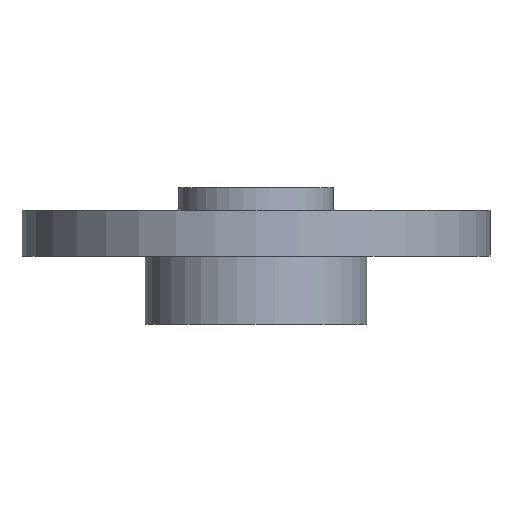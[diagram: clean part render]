
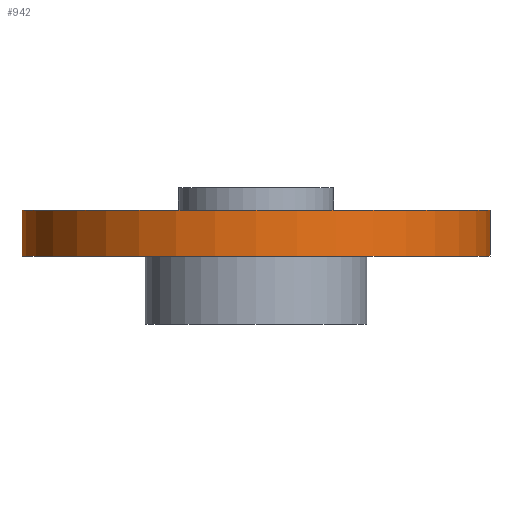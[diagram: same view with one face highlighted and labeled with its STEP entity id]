
A CAD part, front view. The second image highlights one B-rep face of the part: STEP entity #942.
In plain terms, the highlighted cylindrical face has radius 10.25 mm (diameter 20.5 mm), a partial arc.
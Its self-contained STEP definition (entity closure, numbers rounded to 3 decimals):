
#17 = CARTESIAN_POINT ( 'NONE',  ( -10.25, 0., 2. ) ) ;
#76 = CYLINDRICAL_SURFACE ( 'NONE', #1110, 10.25 ) ;
#98 = EDGE_CURVE ( 'NONE', #1212, #625, #1382, .T. ) ;
#142 = AXIS2_PLACEMENT_3D ( 'NONE', #542, #981, #1181 ) ;
#152 = EDGE_LOOP ( 'NONE', ( #989, #160, #1120, #1009 ) ) ;
#160 = ORIENTED_EDGE ( 'NONE', *, *, #448, .F. ) ;
#168 = CARTESIAN_POINT ( 'NONE',  ( -10.25, 0., 2. ) ) ;
#170 = VERTEX_POINT ( 'NONE', #1071 ) ;
#352 = CIRCLE ( 'NONE', #142, 10.25 ) ;
#355 = EDGE_CURVE ( 'NONE', #1190, #170, #1148, .T. ) ;
#431 = CARTESIAN_POINT ( 'NONE',  ( 0., 0., 2. ) ) ;
#448 = EDGE_CURVE ( 'NONE', #1190, #1212, #878, .T. ) ;
#457 = EDGE_CURVE ( 'NONE', #170, #625, #352, .T. ) ;
#542 = CARTESIAN_POINT ( 'NONE',  ( 0., 0., 0. ) ) ;
#602 = DIRECTION ( 'NONE',  ( 0., 0., -1. ) ) ;
#625 = VERTEX_POINT ( 'NONE', #1029 ) ;
#633 = FACE_OUTER_BOUND ( 'NONE', #152, .T. ) ;
#657 = DIRECTION ( 'NONE',  ( 1., 0., 0. ) ) ;
#758 = DIRECTION ( 'NONE',  ( 0., 0., 1. ) ) ;
#800 = VECTOR ( 'NONE', #829, 1000. ) ;
#829 = DIRECTION ( 'NONE',  ( 0., 0., -1. ) ) ;
#838 = DIRECTION ( 'NONE',  ( 0., 0., -1. ) ) ;
#878 = CIRCLE ( 'NONE', #994, 10.25 ) ;
#942 = ADVANCED_FACE ( 'NONE', ( #633 ), #76, .T. ) ;
#975 = VECTOR ( 'NONE', #602, 1000. ) ;
#981 = DIRECTION ( 'NONE',  ( 0., 0., 1. ) ) ;
#989 = ORIENTED_EDGE ( 'NONE', *, *, #98, .F. ) ;
#994 = AXIS2_PLACEMENT_3D ( 'NONE', #1101, #758, #657 ) ;
#1009 = ORIENTED_EDGE ( 'NONE', *, *, #457, .T. ) ;
#1029 = CARTESIAN_POINT ( 'NONE',  ( 10.25, 0., 0. ) ) ;
#1049 = CARTESIAN_POINT ( 'NONE',  ( 10.25, 0., 2. ) ) ;
#1071 = CARTESIAN_POINT ( 'NONE',  ( -10.25, 0., 0. ) ) ;
#1101 = CARTESIAN_POINT ( 'NONE',  ( 0., 0., 2. ) ) ;
#1110 = AXIS2_PLACEMENT_3D ( 'NONE', #431, #838, #1294 ) ;
#1120 = ORIENTED_EDGE ( 'NONE', *, *, #355, .T. ) ;
#1148 = LINE ( 'NONE', #168, #975 ) ;
#1160 = CARTESIAN_POINT ( 'NONE',  ( 10.25, 0., 2. ) ) ;
#1181 = DIRECTION ( 'NONE',  ( 1., 0., 0. ) ) ;
#1190 = VERTEX_POINT ( 'NONE', #17 ) ;
#1212 = VERTEX_POINT ( 'NONE', #1049 ) ;
#1294 = DIRECTION ( 'NONE',  ( -1., 0., 0. ) ) ;
#1382 = LINE ( 'NONE', #1160, #800 ) ;
